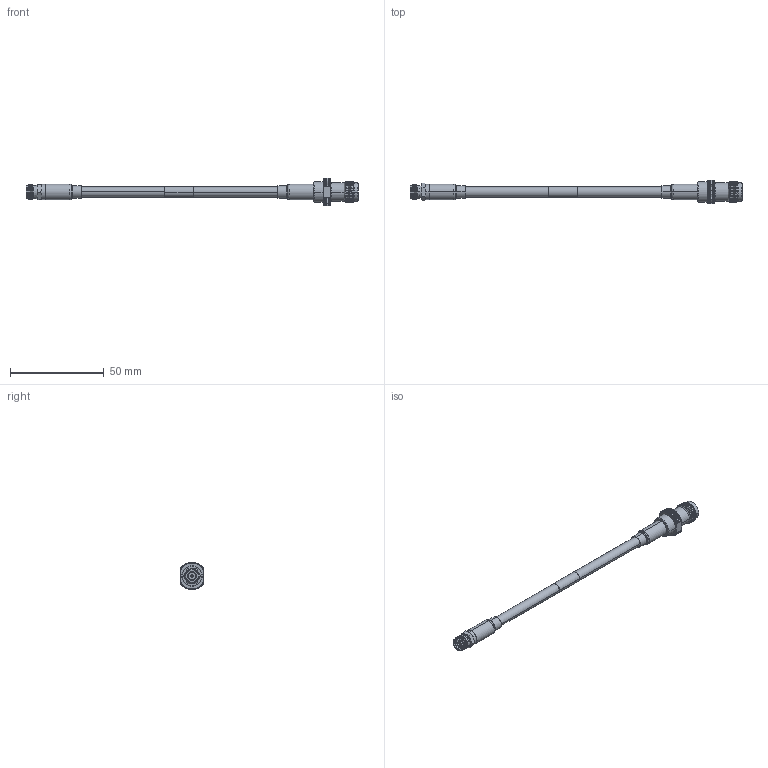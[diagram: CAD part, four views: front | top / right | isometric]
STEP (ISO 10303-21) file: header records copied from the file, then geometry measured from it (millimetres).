
FILE_DESCRIPTION (( 'STEP AP203' ), '1' );
FILE_NAME ('FMCA2743.STEP', '2022-03-09T18:46:29', ( '' ), ( '' ), 'SwSTEP 2.0', 'SolidWorks 2021', '' );
FILE_SCHEMA (( 'CONFIG_CONTROL_DESIGN' ));
Length unit declared in the file: millimetre
Products named in the file (8): RG223_with label; PE4412-MA2; CA-240-MA1_.75" Long; PE4412-MA3; PE4412-MA1; FMCN1747___; FMCN1752_WITH FERRULE; FMCA2743
Assembly tree (8 placements, depth 3):
  FMCA2743
    RG223_with label
    CA-240-MA1_.75" Long  x2
    FMCN1747___
      PE4412-MA1
      PE4412-MA2
      PE4412-MA3
    FMCN1752_WITH FERRULE
Bounding box: 176.6 x 12.7 x 14.47 mm (x, y, z)
Volume: 5716.2 mm3; surface area: 8119.9 mm2
Topology: 9 solids, 9 shells, 941 faces, 2112 edges, 1203 vertices
Faces by surface type: bspline 323, cylinder 221, plane 204, cone 175, torus 18
Entity records: 31794 total; most frequent: CARTESIAN_POINT 14777, ORIENTED_EDGE 4128, DIRECTION 2542, EDGE_CURVE 2064, VERTEX_POINT 1179, AXIS2_PLACEMENT_3D 1089, EDGE_LOOP 949, FACE_OUTER_BOUND 919
